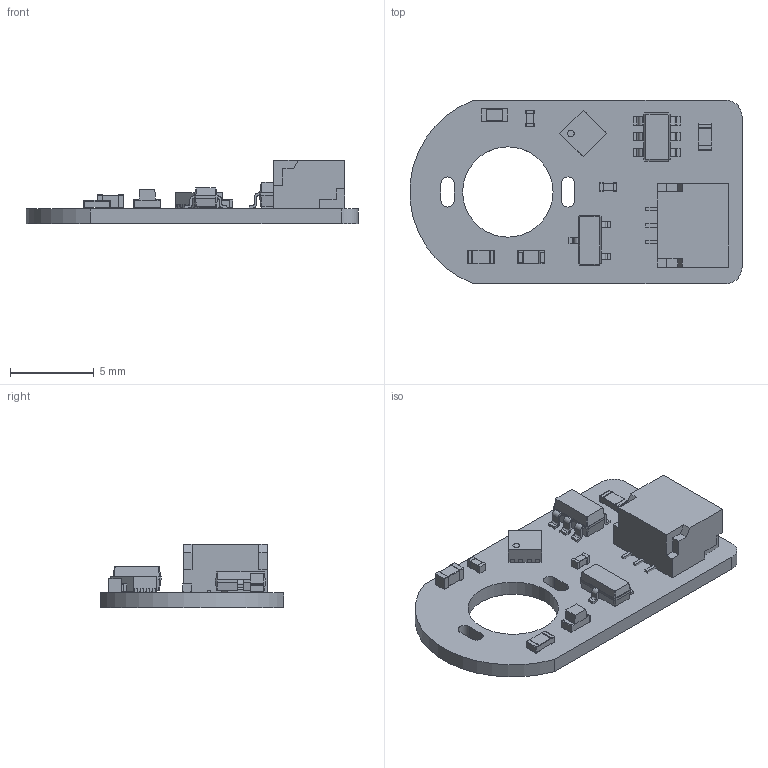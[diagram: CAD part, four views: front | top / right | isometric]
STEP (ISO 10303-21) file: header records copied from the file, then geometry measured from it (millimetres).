
FILE_DESCRIPTION(('KiCad electronic assembly'),'2;1');
FILE_NAME('motorback_x2.step','2022-12-02T18:50:18',('Pcbnew'),('Kicad') ,'Open CASCADE STEP processor 7.5','KiCad to STEP converter','Unknown' );
FILE_SCHEMA(('AUTOMOTIVE_DESIGN { 1 0 10303 214 1 1 1 1 }'));
Length unit declared in the file: millimetre
Products named in the file (18): motorback_x2 1; R_0603_1608Metric; SOLID; C_0402_1005Metric; sm03b-srss-tb; SOT-23; DFN-8_2x2mm_P0.5mm; SOT-23-6; C_0603_1608Metric; LED_0603_1608Metric; _autosave-motorback_x2 PCB
Assembly tree (19 placements, depth 3):
  motorback_x2 1
    R_0603_1608Metric  x2
      SOLID
    C_0402_1005Metric  x2
      SOLID
    sm03b-srss-tb
      SOLID
    SOT-23
      SOLID
    DFN-8_2x2mm_P0.5mm
      SOLID
    SOT-23-6
      SOLID
    C_0603_1608Metric
      SOLID
    LED_0603_1608Metric
      SOLID
    _autosave-motorback_x2 PCB
Bounding box: 19.85 x 11 x 3.79 mm (x, y, z)
Volume: 217.1 mm3; surface area: 668.3 mm2
Topology: 11 solids, 11 shells, 537 faces, 1401 edges, 898 vertices
Faces by surface type: plane 367, cylinder 113, bspline 57
Full cylindrical faces by diameter (mm): 0.4 x1, 5.4 x1
Entity records: 34803 total; most frequent: CARTESIAN_POINT 6160, DIRECTION 4578, LINE 3237, VECTOR 3237, ORIENTED_EDGE 2522, PCURVE 2522, DEFINITIONAL_REPRESENTATION 2522, EDGE_CURVE 1261
